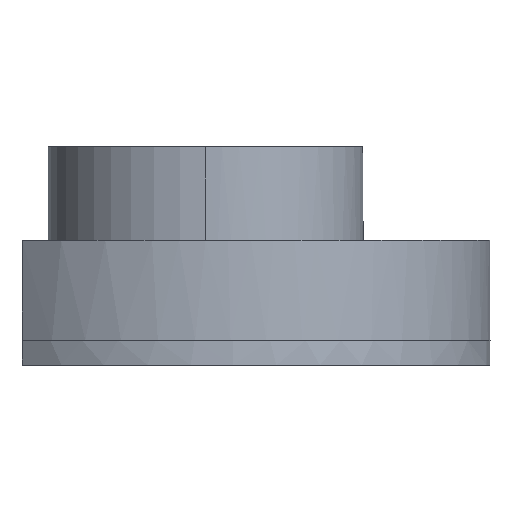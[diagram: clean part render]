
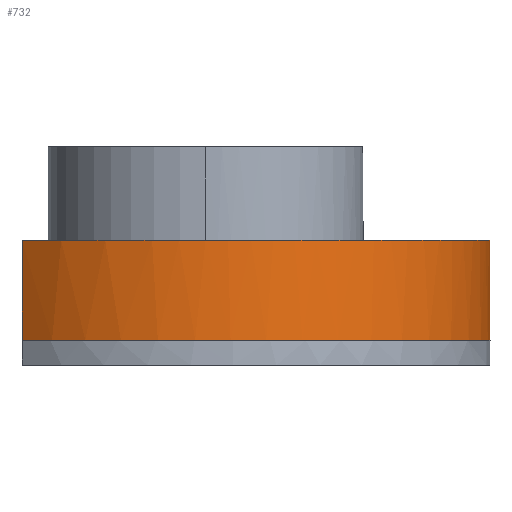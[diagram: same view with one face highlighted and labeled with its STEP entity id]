
A CAD part, left-side view. The second image highlights one B-rep face of the part: STEP entity #732.
In plain terms, the highlighted free-form (B-spline) face has degree [2, 1] with [9, 2] control points.
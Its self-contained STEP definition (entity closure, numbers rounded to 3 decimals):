
#732=ADVANCED_FACE('',(#1137),#6439,.T.);
#1137=FACE_OUTER_BOUND('',#1628,.T.);
#1628=EDGE_LOOP('',(#3233,#3234,#3235,#3236,#3237,#3238,#3239));
#3233=ORIENTED_EDGE('',*,*,#4474,.T.);
#3234=ORIENTED_EDGE('',*,*,#4488,.F.);
#3235=ORIENTED_EDGE('',*,*,#4335,.F.);
#3236=ORIENTED_EDGE('',*,*,#4336,.F.);
#3237=ORIENTED_EDGE('',*,*,#4334,.T.);
#3238=ORIENTED_EDGE('',*,*,#4346,.T.);
#3239=ORIENTED_EDGE('',*,*,#4338,.T.);
#4334=EDGE_CURVE('',#5971,#5979,#5283,.T.);
#4335=EDGE_CURVE('',#5973,#6071,#5284,.T.);
#4336=EDGE_CURVE('',#5971,#5973,#5285,.T.);
#4338=EDGE_CURVE('',#5980,#6062,#5287,.T.);
#4346=EDGE_CURVE('',#5979,#5980,#5295,.T.);
#4474=EDGE_CURVE('',#6062,#6064,#5423,.T.);
#4488=EDGE_CURVE('',#6071,#6064,#5434,.T.);
#5283=(
BOUNDED_CURVE()
B_SPLINE_CURVE(2,(#13043,#13044,#13045,#13046,#13047,#13048,#13049),
 .UNSPECIFIED.,.F.,.F.)
B_SPLINE_CURVE_WITH_KNOTS((3,2,2,3),(222.125,286.45,
429.676,467.367),.UNSPECIFIED.)
CURVE()
GEOMETRIC_REPRESENTATION_ITEM()
RATIONAL_B_SPLINE_CURVE((1.,0.939,1.,0.707,1.,0.98,
1.))
REPRESENTATION_ITEM('')
);
#5284=(
BOUNDED_CURVE()
B_SPLINE_CURVE(2,(#13050,#13051,#13052),.UNSPECIFIED.,.F.,.F.)
B_SPLINE_CURVE_WITH_KNOTS((3,3),(222.125,286.45),
 .UNSPECIFIED.)
CURVE()
GEOMETRIC_REPRESENTATION_ITEM()
RATIONAL_B_SPLINE_CURVE((1.,0.939,1.))
REPRESENTATION_ITEM('')
);
#5285=(
BOUNDED_CURVE()
B_SPLINE_CURVE(1,(#13053,#13054),.UNSPECIFIED.,.F.,.F.)
B_SPLINE_CURVE_WITH_KNOTS((2,2),(0.,32.),.UNSPECIFIED.)
CURVE()
GEOMETRIC_REPRESENTATION_ITEM()
RATIONAL_B_SPLINE_CURVE((1.,1.))
REPRESENTATION_ITEM('')
);
#5287=(
BOUNDED_CURVE()
B_SPLINE_CURVE(2,(#13058,#13059,#13060),.UNSPECIFIED.,.F.,.F.)
B_SPLINE_CURVE_WITH_KNOTS((3,3),(467.367,531.354),
 .UNSPECIFIED.)
CURVE()
GEOMETRIC_REPRESENTATION_ITEM()
RATIONAL_B_SPLINE_CURVE((1.,0.938,1.))
REPRESENTATION_ITEM('')
);
#5295=(
BOUNDED_CURVE()
B_SPLINE_CURVE(1,(#13082,#13083),.UNSPECIFIED.,.F.,.F.)
B_SPLINE_CURVE_WITH_KNOTS((2,2),(8.,32.),.UNSPECIFIED.)
CURVE()
GEOMETRIC_REPRESENTATION_ITEM()
RATIONAL_B_SPLINE_CURVE((1.,1.))
REPRESENTATION_ITEM('')
);
#5423=(
BOUNDED_CURVE()
B_SPLINE_CURVE(1,(#13514,#13515),.UNSPECIFIED.,.F.,.F.)
B_SPLINE_CURVE_WITH_KNOTS((2,2),(0.,8.),.UNSPECIFIED.)
CURVE()
GEOMETRIC_REPRESENTATION_ITEM()
RATIONAL_B_SPLINE_CURVE((1.,1.))
REPRESENTATION_ITEM('')
);
#5434=(
BOUNDED_CURVE()
B_SPLINE_CURVE(2,(#13569,#13570,#13571,#13572,#13573),.UNSPECIFIED.,.F.,
 .F.)
B_SPLINE_CURVE_WITH_KNOTS((3,2,3),(286.45,429.676,529.344),
 .UNSPECIFIED.)
CURVE()
GEOMETRIC_REPRESENTATION_ITEM()
RATIONAL_B_SPLINE_CURVE((1.,0.707,1.,0.851,1.))
REPRESENTATION_ITEM('')
);
#5971=VERTEX_POINT('',#12847);
#5973=VERTEX_POINT('',#12849);
#5979=VERTEX_POINT('',#12855);
#5980=VERTEX_POINT('',#12856);
#6062=VERTEX_POINT('',#12938);
#6064=VERTEX_POINT('',#12940);
#6071=VERTEX_POINT('',#12947);
#6439=(
BOUNDED_SURFACE()
B_SPLINE_SURFACE(2,1,((#12042,#12043),(#12044,#12045),(#12046,#12047),(#12048,
#12049),(#12050,#12051),(#12052,#12053),(#12054,#12055),(#12056,#12057),
(#12058,#12059)),.UNSPECIFIED.,.F.,.F.,.F.)
B_SPLINE_SURFACE_WITH_KNOTS((3,2,2,2,3),(2,2),(222.125,286.45,
429.676,572.901,637.226),(0.,32.),
 .UNSPECIFIED.)
GEOMETRIC_REPRESENTATION_ITEM()
RATIONAL_B_SPLINE_SURFACE(((0.855,0.855),(0.868,
0.868),(1.,1.),(0.707,0.707),(1.,1.),
(0.707,0.707),(1.,1.),(0.868,0.868),
(0.855,0.855)))
REPRESENTATION_ITEM('')
SURFACE()
);
#12042=CARTESIAN_POINT('',(-172.175,84.124,8.));
#12043=CARTESIAN_POINT('',(-172.175,84.124,40.));
#12044=CARTESIAN_POINT('',(-193.685,58.647,8.));
#12045=CARTESIAN_POINT('',(-193.685,58.647,40.));
#12046=CARTESIAN_POINT('',(-193.685,25.304,8.));
#12047=CARTESIAN_POINT('',(-193.685,25.304,40.));
#12048=CARTESIAN_POINT('',(-193.685,-65.876,8.));
#12049=CARTESIAN_POINT('',(-193.685,-65.876,40.));
#12050=CARTESIAN_POINT('',(-102.505,-65.876,8.));
#12051=CARTESIAN_POINT('',(-102.505,-65.876,40.));
#12052=CARTESIAN_POINT('',(-11.325,-65.876,8.));
#12053=CARTESIAN_POINT('',(-11.325,-65.876,40.));
#12054=CARTESIAN_POINT('',(-11.325,25.304,8.));
#12055=CARTESIAN_POINT('',(-11.325,25.304,40.));
#12056=CARTESIAN_POINT('',(-11.325,58.647,8.));
#12057=CARTESIAN_POINT('',(-11.325,58.647,40.));
#12058=CARTESIAN_POINT('',(-32.834,84.124,8.));
#12059=CARTESIAN_POINT('',(-32.834,84.124,40.));
#12847=CARTESIAN_POINT('',(-172.175,84.124,8.));
#12849=CARTESIAN_POINT('',(-172.175,84.124,40.));
#12855=CARTESIAN_POINT('',(-67.173,-58.752,8.));
#12856=CARTESIAN_POINT('',(-67.173,-58.752,32.));
#12938=CARTESIAN_POINT('',(-20.951,-15.473,32.));
#12940=CARTESIAN_POINT('',(-20.951,-15.473,40.));
#12947=CARTESIAN_POINT('',(-193.685,25.304,40.));
#13043=CARTESIAN_POINT('',(-172.175,84.124,8.));
#13044=CARTESIAN_POINT('',(-193.685,58.647,8.));
#13045=CARTESIAN_POINT('',(-193.685,25.304,8.));
#13046=CARTESIAN_POINT('',(-193.685,-65.876,8.));
#13047=CARTESIAN_POINT('',(-102.505,-65.876,8.));
#13048=CARTESIAN_POINT('',(-84.12,-65.876,8.));
#13049=CARTESIAN_POINT('',(-67.173,-58.752,8.));
#13050=CARTESIAN_POINT('',(-172.175,84.124,40.));
#13051=CARTESIAN_POINT('',(-193.685,58.647,40.));
#13052=CARTESIAN_POINT('',(-193.685,25.304,40.));
#13053=CARTESIAN_POINT('',(-172.175,84.124,8.));
#13054=CARTESIAN_POINT('',(-172.175,84.124,40.));
#13058=CARTESIAN_POINT('',(-67.173,-58.752,32.));
#13059=CARTESIAN_POINT('',(-36.049,-45.67,32.));
#13060=CARTESIAN_POINT('',(-20.951,-15.473,32.));
#13082=CARTESIAN_POINT('',(-67.173,-58.752,8.));
#13083=CARTESIAN_POINT('',(-67.173,-58.752,32.));
#13514=CARTESIAN_POINT('',(-20.951,-15.473,32.));
#13515=CARTESIAN_POINT('',(-20.951,-15.473,40.));
#13569=CARTESIAN_POINT('',(-193.685,25.304,40.));
#13570=CARTESIAN_POINT('',(-193.685,-65.876,40.));
#13571=CARTESIAN_POINT('',(-102.505,-65.876,40.));
#13572=CARTESIAN_POINT('',(-46.153,-65.876,40.));
#13573=CARTESIAN_POINT('',(-20.951,-15.473,40.));
